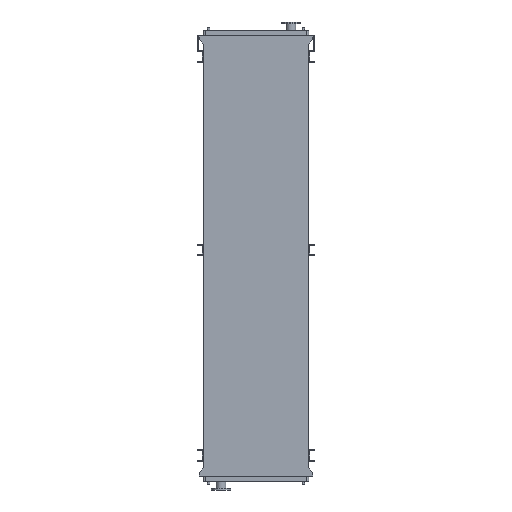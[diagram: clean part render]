
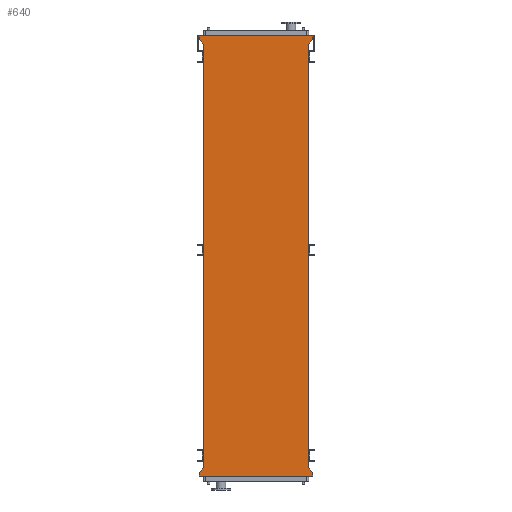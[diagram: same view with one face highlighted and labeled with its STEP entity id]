
A CAD part, front view. The second image highlights one B-rep face of the part: STEP entity #640.
In plain terms, the highlighted planar face has unit normal (0, -1, 0).
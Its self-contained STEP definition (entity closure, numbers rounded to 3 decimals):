
#139 = DIRECTION ( 'NONE',  ( 0., 0., -1. ) ) ;
#188 = CARTESIAN_POINT ( 'NONE',  ( 651., 0., 95. ) ) ;
#392 = DIRECTION ( 'NONE',  ( -0.655, 0., -0.755 ) ) ;
#421 = CARTESIAN_POINT ( 'NONE',  ( 651., 0., 53. ) ) ;
#640 = ADVANCED_FACE ( 'NONE', ( #13996 ), #11976, .T. ) ;
#982 = EDGE_LOOP ( 'NONE', ( #12323, #9713, #8056, #12073, #9437, #11797, #9688, #14257, #20280, #1973, #18944, #17972 ) ) ;
#1374 = VERTEX_POINT ( 'NONE', #6619 ) ;
#1973 = ORIENTED_EDGE ( 'NONE', *, *, #14060, .F. ) ;
#2589 = CARTESIAN_POINT ( 'NONE',  ( 605., 0., -4850. ) ) ;
#2726 = DIRECTION ( 'NONE',  ( 0., 0., 1. ) ) ;
#3087 = VECTOR ( 'NONE', #13136, 1000. ) ;
#3308 = AXIS2_PLACEMENT_3D ( 'NONE', #11986, #11966, #11948 ) ;
#3939 = VECTOR ( 'NONE', #20400, 1000. ) ;
#4720 = CARTESIAN_POINT ( 'NONE',  ( 651., 0., -4903. ) ) ;
#4803 = VECTOR ( 'NONE', #14513, 1000. ) ;
#4915 = CARTESIAN_POINT ( 'NONE',  ( 651., 0., 53. ) ) ;
#5082 = LINE ( 'NONE', #21130, #9286 ) ;
#5351 = VECTOR ( 'NONE', #15240, 1000. ) ;
#5891 = LINE ( 'NONE', #14986, #5351 ) ;
#6027 = CARTESIAN_POINT ( 'NONE',  ( -605., 0., -4850. ) ) ;
#6619 = CARTESIAN_POINT ( 'NONE',  ( -651., 0., -4903. ) ) ;
#7098 = VERTEX_POINT ( 'NONE', #6027 ) ;
#7511 = CARTESIAN_POINT ( 'NONE',  ( 651., 0., -4945. ) ) ;
#7592 = LINE ( 'NONE', #18670, #17301 ) ;
#8056 = ORIENTED_EDGE ( 'NONE', *, *, #13721, .F. ) ;
#8283 = CARTESIAN_POINT ( 'NONE',  ( -651., 0., -4945. ) ) ;
#8724 = LINE ( 'NONE', #20443, #3939 ) ;
#9029 = VERTEX_POINT ( 'NONE', #4720 ) ;
#9286 = VECTOR ( 'NONE', #20997, 1000. ) ;
#9437 = ORIENTED_EDGE ( 'NONE', *, *, #13792, .F. ) ;
#9618 = EDGE_CURVE ( 'NONE', #12495, #14463, #20937, .T. ) ;
#9688 = ORIENTED_EDGE ( 'NONE', *, *, #11682, .F. ) ;
#9713 = ORIENTED_EDGE ( 'NONE', *, *, #13695, .F. ) ;
#9821 = VECTOR ( 'NONE', #139, 1000. ) ;
#9850 = VERTEX_POINT ( 'NONE', #15441 ) ;
#10078 = LINE ( 'NONE', #14465, #4803 ) ;
#10892 = VECTOR ( 'NONE', #392, 1000. ) ;
#11181 = VERTEX_POINT ( 'NONE', #4915 ) ;
#11240 = LINE ( 'NONE', #14092, #15926 ) ;
#11658 = VECTOR ( 'NONE', #16279, 1000. ) ;
#11682 = EDGE_CURVE ( 'NONE', #7098, #19985, #11240, .T. ) ;
#11797 = ORIENTED_EDGE ( 'NONE', *, *, #13845, .F. ) ;
#11948 = DIRECTION ( 'NONE',  ( 0., 0., -1. ) ) ;
#11966 = DIRECTION ( 'NONE',  ( 0., -1., 0. ) ) ;
#11976 = PLANE ( 'NONE',  #3308 ) ;
#11986 = CARTESIAN_POINT ( 'NONE',  ( -605., 0., -4850. ) ) ;
#12073 = ORIENTED_EDGE ( 'NONE', *, *, #9618, .F. ) ;
#12323 = ORIENTED_EDGE ( 'NONE', *, *, #13411, .T. ) ;
#12495 = VERTEX_POINT ( 'NONE', #14958 ) ;
#12697 = CARTESIAN_POINT ( 'NONE',  ( 605., 0., -4850. ) ) ;
#12763 = CARTESIAN_POINT ( 'NONE',  ( -605., 0., 0. ) ) ;
#12959 = VERTEX_POINT ( 'NONE', #7511 ) ;
#13079 = VECTOR ( 'NONE', #15271, 1000. ) ;
#13136 = DIRECTION ( 'NONE',  ( 0.655, 0., -0.755 ) ) ;
#13411 = EDGE_CURVE ( 'NONE', #20433, #17292, #14891, .T. ) ;
#13695 = EDGE_CURVE ( 'NONE', #11181, #17292, #14632, .T. ) ;
#13721 = EDGE_CURVE ( 'NONE', #14463, #11181, #14141, .T. ) ;
#13792 = EDGE_CURVE ( 'NONE', #9850, #12495, #5082, .T. ) ;
#13845 = EDGE_CURVE ( 'NONE', #19985, #9850, #8724, .T. ) ;
#13906 = EDGE_CURVE ( 'NONE', #1374, #7098, #7592, .T. ) ;
#13977 = EDGE_CURVE ( 'NONE', #18206, #1374, #19309, .T. ) ;
#13984 = CARTESIAN_POINT ( 'NONE',  ( 605., 0., 0. ) ) ;
#13996 = FACE_OUTER_BOUND ( 'NONE', #982, .T. ) ;
#14054 = DIRECTION ( 'NONE',  ( 0., 0., 1. ) ) ;
#14060 = EDGE_CURVE ( 'NONE', #12959, #18206, #5891, .T. ) ;
#14089 = EDGE_CURVE ( 'NONE', #9029, #12959, #10078, .T. ) ;
#14092 = CARTESIAN_POINT ( 'NONE',  ( -605., 0., -4850. ) ) ;
#14141 = LINE ( 'NONE', #188, #9821 ) ;
#14193 = EDGE_CURVE ( 'NONE', #20433, #9029, #19942, .T. ) ;
#14257 = ORIENTED_EDGE ( 'NONE', *, *, #13906, .F. ) ;
#14463 = VERTEX_POINT ( 'NONE', #20820 ) ;
#14465 = CARTESIAN_POINT ( 'NONE',  ( 651., 0., -4903. ) ) ;
#14513 = DIRECTION ( 'NONE',  ( 0., 0., -1. ) ) ;
#14632 = LINE ( 'NONE', #421, #10892 ) ;
#14891 = LINE ( 'NONE', #2589, #21242 ) ;
#14958 = CARTESIAN_POINT ( 'NONE',  ( -651., 0., 95. ) ) ;
#14986 = CARTESIAN_POINT ( 'NONE',  ( 651., 0., -4945. ) ) ;
#15176 = CARTESIAN_POINT ( 'NONE',  ( -651., 0., 95. ) ) ;
#15240 = DIRECTION ( 'NONE',  ( -1., 0., 0. ) ) ;
#15271 = DIRECTION ( 'NONE',  ( 1., 0., 0. ) ) ;
#15441 = CARTESIAN_POINT ( 'NONE',  ( -651., 0., 53. ) ) ;
#15926 = VECTOR ( 'NONE', #14054, 1000. ) ;
#16279 = DIRECTION ( 'NONE',  ( 0., 0., 1. ) ) ;
#16297 = CARTESIAN_POINT ( 'NONE',  ( -651., 0., -4945. ) ) ;
#17292 = VERTEX_POINT ( 'NONE', #13984 ) ;
#17301 = VECTOR ( 'NONE', #18624, 1000. ) ;
#17972 = ORIENTED_EDGE ( 'NONE', *, *, #14193, .F. ) ;
#18206 = VERTEX_POINT ( 'NONE', #8283 ) ;
#18624 = DIRECTION ( 'NONE',  ( 0.655, 0., 0.755 ) ) ;
#18653 = CARTESIAN_POINT ( 'NONE',  ( 605., 0., -4850. ) ) ;
#18670 = CARTESIAN_POINT ( 'NONE',  ( -651., 0., -4903. ) ) ;
#18944 = ORIENTED_EDGE ( 'NONE', *, *, #14089, .F. ) ;
#19309 = LINE ( 'NONE', #16297, #11658 ) ;
#19942 = LINE ( 'NONE', #12697, #3087 ) ;
#19985 = VERTEX_POINT ( 'NONE', #12763 ) ;
#20280 = ORIENTED_EDGE ( 'NONE', *, *, #13977, .F. ) ;
#20400 = DIRECTION ( 'NONE',  ( -0.655, 0., 0.755 ) ) ;
#20433 = VERTEX_POINT ( 'NONE', #18653 ) ;
#20443 = CARTESIAN_POINT ( 'NONE',  ( -605., 0., 0. ) ) ;
#20820 = CARTESIAN_POINT ( 'NONE',  ( 651., 0., 95. ) ) ;
#20937 = LINE ( 'NONE', #15176, #13079 ) ;
#20997 = DIRECTION ( 'NONE',  ( 0., 0., 1. ) ) ;
#21130 = CARTESIAN_POINT ( 'NONE',  ( -651., 0., 53. ) ) ;
#21242 = VECTOR ( 'NONE', #2726, 1000. ) ;
